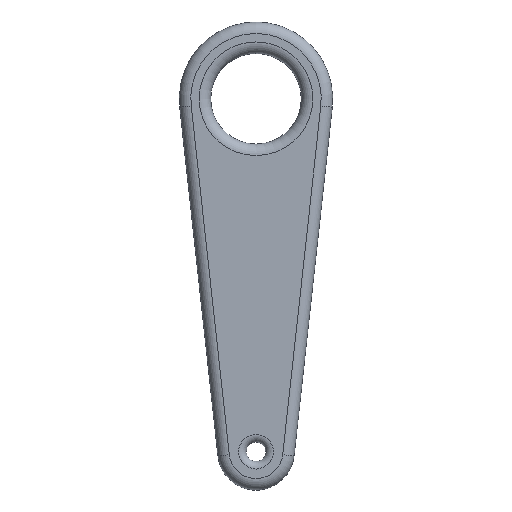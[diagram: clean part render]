
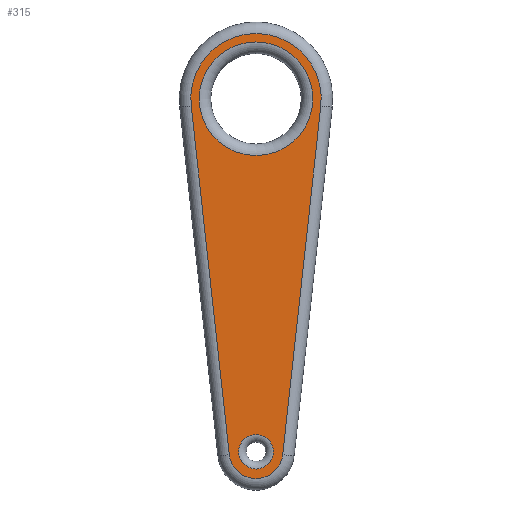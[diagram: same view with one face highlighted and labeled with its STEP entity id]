
A CAD part, left-side view. The second image highlights one B-rep face of the part: STEP entity #315.
In plain terms, the highlighted planar face has unit normal (-1, 0, 0).
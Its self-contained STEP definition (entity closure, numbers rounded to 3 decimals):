
#19=FACE_BOUND('',#86,.T.);
#20=FACE_BOUND('',#87,.T.);
#23=PLANE('',#356);
#28=LINE('',#546,#42);
#29=LINE('',#549,#43);
#42=VECTOR('',#426,10.);
#43=VECTOR('',#429,10.);
#65=FACE_OUTER_BOUND('',#85,.T.);
#85=EDGE_LOOP('',(#224,#225,#226,#227));
#86=EDGE_LOOP('',(#228));
#87=EDGE_LOOP('',(#229));
#107=CIRCLE('',#349,2.25);
#113=CIRCLE('',#357,3.5);
#114=CIRCLE('',#358,8.5);
#115=CIRCLE('',#359,7.4);
#139=VERTEX_POINT('',#528);
#144=VERTEX_POINT('',#542);
#145=VERTEX_POINT('',#543);
#146=VERTEX_POINT('',#545);
#147=VERTEX_POINT('',#547);
#148=VERTEX_POINT('',#550);
#167=EDGE_CURVE('',#139,#139,#107,.T.);
#174=EDGE_CURVE('',#144,#145,#113,.T.);
#175=EDGE_CURVE('',#146,#144,#28,.T.);
#176=EDGE_CURVE('',#147,#146,#114,.T.);
#177=EDGE_CURVE('',#145,#147,#29,.T.);
#178=EDGE_CURVE('',#148,#148,#115,.T.);
#224=ORIENTED_EDGE('',*,*,#174,.F.);
#225=ORIENTED_EDGE('',*,*,#175,.F.);
#226=ORIENTED_EDGE('',*,*,#176,.F.);
#227=ORIENTED_EDGE('',*,*,#177,.F.);
#228=ORIENTED_EDGE('',*,*,#178,.F.);
#229=ORIENTED_EDGE('',*,*,#167,.F.);
#315=ADVANCED_FACE('',(#65,#19,#20),#23,.F.);
#349=AXIS2_PLACEMENT_3D('',#529,#407,#408);
#356=AXIS2_PLACEMENT_3D('',#541,#422,#423);
#357=AXIS2_PLACEMENT_3D('',#544,#424,#425);
#358=AXIS2_PLACEMENT_3D('',#548,#427,#428);
#359=AXIS2_PLACEMENT_3D('',#551,#430,#431);
#407=DIRECTION('center_axis',(-1.,0.,0.003));
#408=DIRECTION('ref_axis',(0.,1.,0.));
#422=DIRECTION('center_axis',(1.,0.,-0.003));
#423=DIRECTION('ref_axis',(0.,1.,0.));
#424=DIRECTION('center_axis',(1.,0.,-0.003));
#425=DIRECTION('ref_axis',(-0.003,0.,-1.));
#426=DIRECTION('',(-0.003,0.109,-0.994));
#427=DIRECTION('center_axis',(1.,0.,-0.003));
#428=DIRECTION('ref_axis',(0.003,0.,1.));
#429=DIRECTION('',(0.003,0.109,0.994));
#430=DIRECTION('center_axis',(-1.,0.,0.003));
#431=DIRECTION('ref_axis',(0.,1.,0.));
#528=CARTESIAN_POINT('',(46.485,0.,-63.732));
#529=CARTESIAN_POINT('Origin',(46.477,0.,-65.982));
#541=CARTESIAN_POINT('Origin',(46.566,0.,-40.483));
#542=CARTESIAN_POINT('',(46.476,-3.479,-66.363));
#543=CARTESIAN_POINT('',(46.476,3.479,-66.363));
#544=CARTESIAN_POINT('Origin',(46.477,0.,-65.982));
#545=CARTESIAN_POINT('',(46.634,-8.45,-20.907));
#546=CARTESIAN_POINT('',(46.599,-7.342,-31.035));
#547=CARTESIAN_POINT('',(46.634,8.45,-20.907));
#548=CARTESIAN_POINT('Origin',(46.638,0.,-19.983));
#549=CARTESIAN_POINT('',(46.52,4.857,-53.764));
#550=CARTESIAN_POINT('',(46.663,0.,-12.583));
#551=CARTESIAN_POINT('Origin',(46.638,0.,-19.983));
